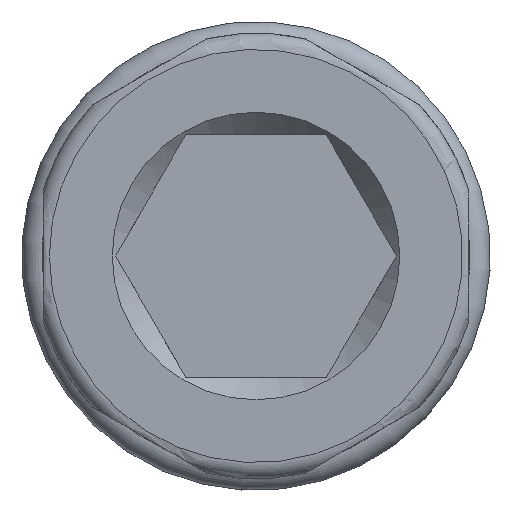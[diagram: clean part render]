
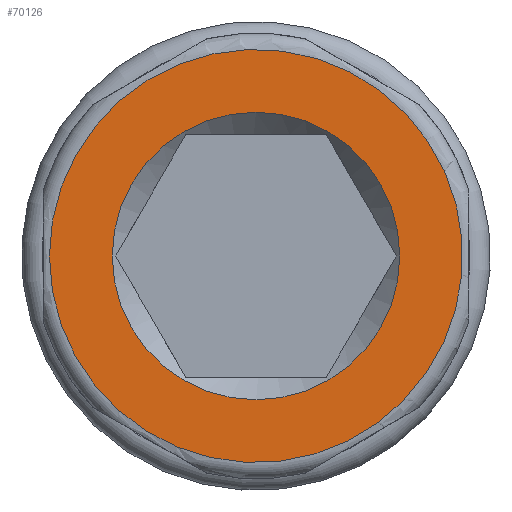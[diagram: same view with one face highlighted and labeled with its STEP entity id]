
A CAD part, left-side view. The second image highlights one B-rep face of the part: STEP entity #70126.
In plain terms, the highlighted planar face has unit normal (-1, 0, 0).
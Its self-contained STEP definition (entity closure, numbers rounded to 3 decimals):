
#70095=CARTESIAN_POINT('',(0.0,7.1,0.));
#70096=VERTEX_POINT('',#70095);
#70097=CARTESIAN_POINT('',(0.0,0.0,0.0));
#70098=DIRECTION('',(-1.0,0.0,0.0));
#70099=DIRECTION('',(0.0,-1.0,0.0));
#70100=AXIS2_PLACEMENT_3D('',#70097,#70098,#70099);
#70101=CIRCLE('',#70100,7.1);
#70102=EDGE_CURVE('',#70096,#70096,#70101,.T.);
#70107=CARTESIAN_POINT('',(0.0,8.5,0.0));
#70108=DIRECTION('',(-1.0,0.0,0.0));
#70109=DIRECTION('',(0.0,0.0,1.0));
#70110=AXIS2_PLACEMENT_3D('',#70107,#70108,#70109);
#70111=PLANE('',#70110);
#70112=CARTESIAN_POINT('',(0.0,10.2,0.0));
#70113=VERTEX_POINT('',#70112);
#70114=CARTESIAN_POINT('',(0.0,0.0,0.0));
#70115=DIRECTION('',(1.0,0.0,0.0));
#70116=DIRECTION('',(0.0,-1.0,0.0));
#70117=AXIS2_PLACEMENT_3D('',#70114,#70115,#70116);
#70118=CIRCLE('',#70117,10.2);
#70119=EDGE_CURVE('',#70113,#70113,#70118,.T.);
#70120=ORIENTED_EDGE('',*,*,#70119,.F.);
#70121=EDGE_LOOP('',(#70120));
#70122=FACE_OUTER_BOUND('',#70121,.T.);
#70123=ORIENTED_EDGE('',*,*,#70102,.F.);
#70124=EDGE_LOOP('',(#70123));
#70125=FACE_BOUND('',#70124,.T.);
#70126=ADVANCED_FACE('',(#70122,#70125),#70111,.T.);
